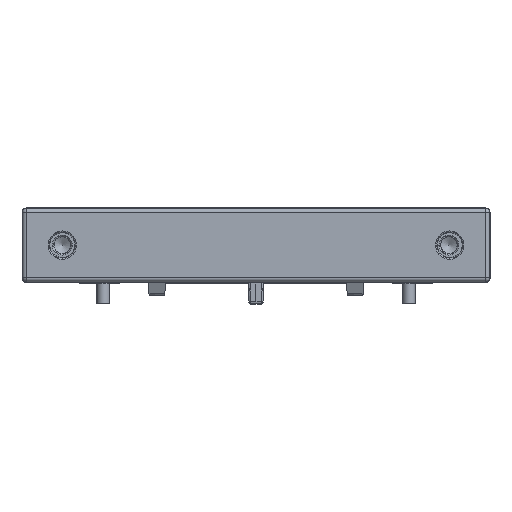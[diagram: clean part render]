
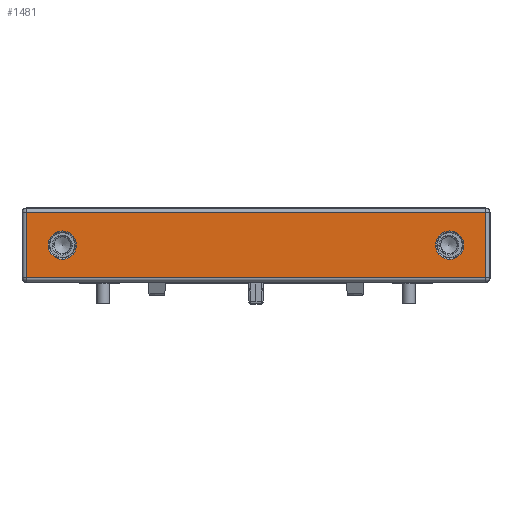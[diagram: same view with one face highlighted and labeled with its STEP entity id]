
A CAD part, top view. The second image highlights one B-rep face of the part: STEP entity #1481.
In plain terms, the highlighted planar face has unit normal (0, 0, 1).
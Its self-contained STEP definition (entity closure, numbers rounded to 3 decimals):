
#255=FACE_BOUND('',#2878,.T.);
#256=FACE_BOUND('',#2879,.T.);
#257=FACE_BOUND('',#2880,.T.);
#945=CIRCLE('',#12471,3.424);
#948=CIRCLE('',#12476,3.424);
#1481=ADVANCED_FACE('',(#255,#256,#257),#1805,.T.);
#1805=PLANE('',#12501);
#2878=EDGE_LOOP('',(#5641,#5642,#5643,#5644));
#2879=EDGE_LOOP('',(#5645));
#2880=EDGE_LOOP('',(#5646));
#5641=ORIENTED_EDGE('',*,*,#8860,.F.);
#5642=ORIENTED_EDGE('',*,*,#8861,.F.);
#5643=ORIENTED_EDGE('',*,*,#8862,.F.);
#5644=ORIENTED_EDGE('',*,*,#8808,.F.);
#5645=ORIENTED_EDGE('',*,*,#8793,.F.);
#5646=ORIENTED_EDGE('',*,*,#8796,.F.);
#7018=VERTEX_POINT('',#19863);
#7021=VERTEX_POINT('',#19871);
#7032=VERTEX_POINT('',#19896);
#7033=VERTEX_POINT('',#19898);
#7076=VERTEX_POINT('',#20000);
#7077=VERTEX_POINT('',#20002);
#8793=EDGE_CURVE('',#7018,#7018,#945,.T.);
#8796=EDGE_CURVE('',#7021,#7021,#948,.T.);
#8808=EDGE_CURVE('',#7032,#7033,#10172,.T.);
#8860=EDGE_CURVE('',#7076,#7032,#10213,.T.);
#8861=EDGE_CURVE('',#7077,#7076,#10214,.T.);
#8862=EDGE_CURVE('',#7033,#7077,#10215,.T.);
#10172=LINE('',#19897,#11481);
#10213=LINE('',#19999,#11522);
#10214=LINE('',#20001,#11523);
#10215=LINE('',#20003,#11524);
#11481=VECTOR('',#15470,1.);
#11522=VECTOR('',#15547,1.);
#11523=VECTOR('',#15548,1.);
#11524=VECTOR('',#15549,1.);
#12471=AXIS2_PLACEMENT_3D('',#19862,#15438,#15439);
#12476=AXIS2_PLACEMENT_3D('',#19870,#15448,#15449);
#12501=AXIS2_PLACEMENT_3D('',#20004,#15550,#15551);
#15438=DIRECTION('',(0.,0.,1.));
#15439=DIRECTION('',(-1.,0.,0.));
#15448=DIRECTION('',(0.,0.,1.));
#15449=DIRECTION('',(-1.,0.,0.));
#15470=DIRECTION('',(0.,1.,0.));
#15547=DIRECTION('',(-1.,0.,0.));
#15548=DIRECTION('',(0.,-1.,0.));
#15549=DIRECTION('',(1.,0.,0.));
#15550=DIRECTION('',(0.,0.,1.));
#15551=DIRECTION('',(1.,0.,0.));
#19862=CARTESIAN_POINT('',(46.9,0.,9.5));
#19863=CARTESIAN_POINT('',(50.324,0.,9.5));
#19870=CARTESIAN_POINT('',(-46.9,0.,9.5));
#19871=CARTESIAN_POINT('',(-50.324,0.,9.5));
#19896=CARTESIAN_POINT('',(-55.578,-7.928,9.5));
#19897=CARTESIAN_POINT('',(-55.578,0.,9.5));
#19898=CARTESIAN_POINT('',(-55.578,7.928,9.5));
#19999=CARTESIAN_POINT('',(-28.25,-7.928,9.5));
#20000=CARTESIAN_POINT('',(55.578,-7.928,9.5));
#20001=CARTESIAN_POINT('',(55.578,0.,9.5));
#20002=CARTESIAN_POINT('',(55.578,7.928,9.5));
#20003=CARTESIAN_POINT('',(-28.25,7.928,9.5));
#20004=CARTESIAN_POINT('',(-56.5,0.,9.5));
